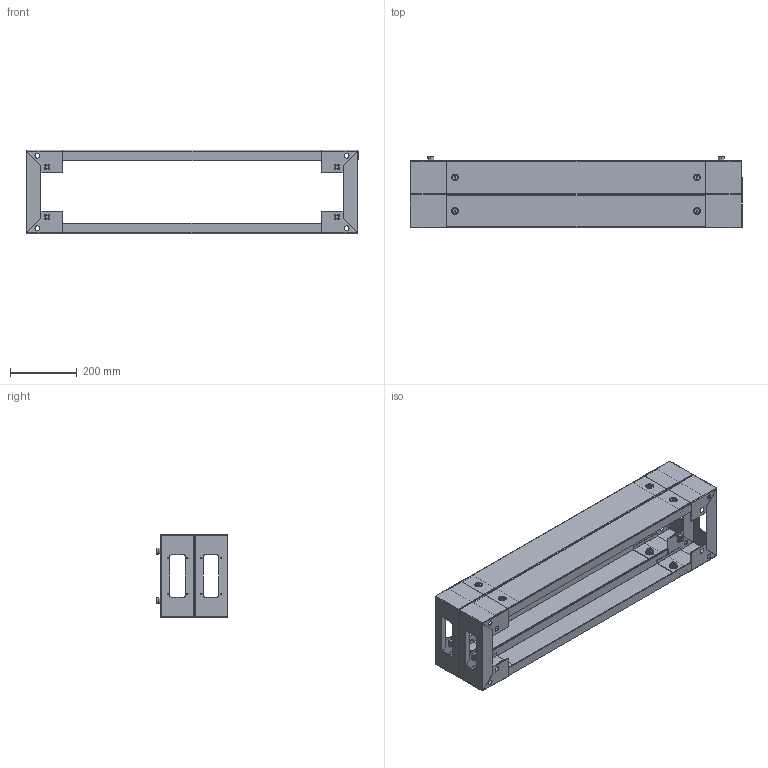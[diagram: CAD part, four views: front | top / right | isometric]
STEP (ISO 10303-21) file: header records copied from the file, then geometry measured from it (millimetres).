
FILE_DESCRIPTION (( 'STEP AP203' ), '1' );
FILE_NAME ('R5ZE1032.step', '2011-03-23T14:46:43', ( 'User' ), ( 'DKC' ), 'SwSTEP 2.0', 'SolidWorks 2011', '' );
FILE_SCHEMA (( 'CONFIG_CONTROL_DESIGN' ));
Length unit declared in the file: millimetre
Products named in the file (12): Profilo frontale per larghezza_1000; Piastrina per profili larghezza e profondita 300_QB08C012; Profilo laterale per profondita   300 H100_QB08C011; dado quadrato M8_Default; gabbia M8_Default; Assem gabbia+dado M8_CM230800; Sunk crew with recessed hexahedron M8 x 10_ISO 10642 - M8 x 16 --- 16S; dado quadrato M12_Default; gabbia M12_Default; Assem gabbia+dado M12_CM230120; Capscrew with recessed hexahedron M12 x 20_ISO 4762 M12 x 20 --- 20S; R5ZE1032
Assembly tree (52 placements, depth 3):
  R5ZE1032
    Sunk crew with recessed hexahedron M8 x 10_ISO 10642 - M8 x 16 --- 16S  x8
    Profilo laterale per profondita   300 H100_QB08C011  x4
    Piastrina per profili larghezza e profondita 300_QB08C012  x8
    Capscrew with recessed hexahedron M12 x 20_ISO 4762 M12 x 20 --- 20S  x8
    Profilo frontale per larghezza_1000  x4
    Assem gabbia+dado M8_CM230800  x8
      dado quadrato M8_Default
      gabbia M8_Default
    Assem gabbia+dado M12_CM230120  x8
      dado quadrato M12_Default
      gabbia M12_Default
Bounding box: 998 x 216 x 250.56 mm (x, y, z)
Volume: 1838330.2 mm3; surface area: 1875124.1 mm2
Topology: 64 solids, 64 shells, 4552 faces, 10832 edges, 6416 vertices
Faces by surface type: plane 2472, cylinder 976, cone 848, bspline 160, torus 96
Entity records: 21550 total; most frequent: CARTESIAN_POINT 4128, DIRECTION 3198, ORIENTED_EDGE 3076, EDGE_CURVE 1538, AXIS2_PLACEMENT_3D 1118, LINE 962, VECTOR 962, VERTEX_POINT 912
